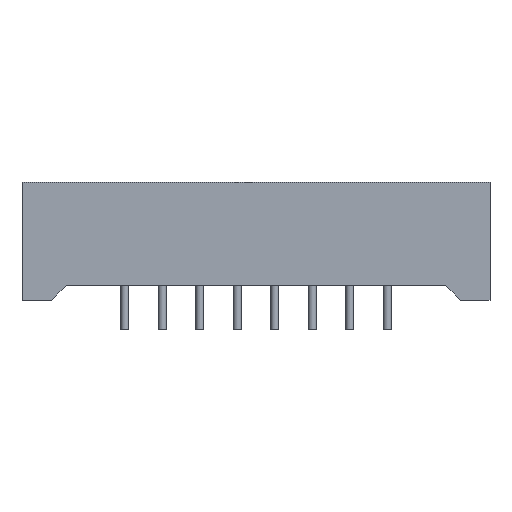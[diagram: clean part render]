
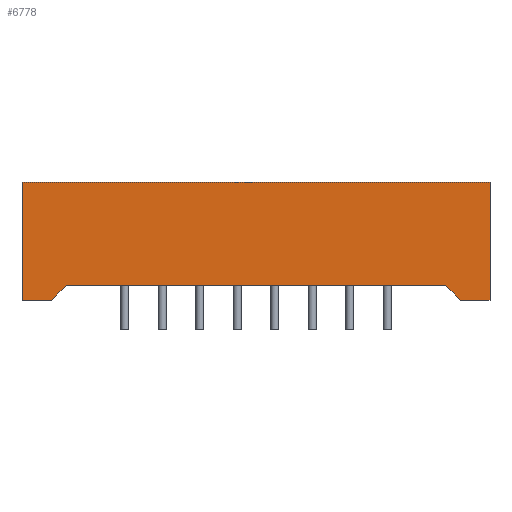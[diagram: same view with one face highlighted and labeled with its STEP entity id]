
A CAD part, front view. The second image highlights one B-rep face of the part: STEP entity #6778.
In plain terms, the highlighted planar face has unit normal (0, -1, 0).
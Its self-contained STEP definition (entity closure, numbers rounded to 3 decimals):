
#451=PLANE('',#7202);
#829=FACE_OUTER_BOUND('',#1207,.T.);
#1207=EDGE_LOOP('',(#5972,#5973,#5974,#5975,#5976,#5977,#5978,#5979));
#2076=LINE('',#10601,#2932);
#2083=LINE('',#10615,#2939);
#2129=LINE('',#10710,#2985);
#2133=LINE('',#10718,#2989);
#2138=LINE('',#10727,#2994);
#2140=LINE('',#10730,#2996);
#2141=LINE('',#10732,#2997);
#2142=LINE('',#10733,#2998);
#2932=VECTOR('',#8763,10.);
#2939=VECTOR('',#8774,10.);
#2985=VECTOR('',#8850,10.);
#2989=VECTOR('',#8856,10.);
#2994=VECTOR('',#8865,10.);
#2996=VECTOR('',#8869,10.);
#2997=VECTOR('',#8870,10.);
#2998=VECTOR('',#8871,10.);
#3580=VERTEX_POINT('',#10599);
#3581=VERTEX_POINT('',#10600);
#3586=VERTEX_POINT('',#10614);
#3619=VERTEX_POINT('',#10707);
#3620=VERTEX_POINT('',#10709);
#3623=VERTEX_POINT('',#10717);
#3625=VERTEX_POINT('',#10725);
#3626=VERTEX_POINT('',#10731);
#4444=EDGE_CURVE('',#3580,#3581,#2076,.T.);
#4451=EDGE_CURVE('',#3581,#3586,#2083,.T.);
#4497=EDGE_CURVE('',#3619,#3620,#2129,.T.);
#4501=EDGE_CURVE('',#3620,#3623,#2133,.T.);
#4506=EDGE_CURVE('',#3619,#3625,#2138,.T.);
#4508=EDGE_CURVE('',#3623,#3580,#2140,.T.);
#4509=EDGE_CURVE('',#3626,#3625,#2141,.T.);
#4510=EDGE_CURVE('',#3586,#3626,#2142,.T.);
#5972=ORIENTED_EDGE('',*,*,#4444,.F.);
#5973=ORIENTED_EDGE('',*,*,#4508,.F.);
#5974=ORIENTED_EDGE('',*,*,#4501,.F.);
#5975=ORIENTED_EDGE('',*,*,#4497,.F.);
#5976=ORIENTED_EDGE('',*,*,#4506,.T.);
#5977=ORIENTED_EDGE('',*,*,#4509,.F.);
#5978=ORIENTED_EDGE('',*,*,#4510,.F.);
#5979=ORIENTED_EDGE('',*,*,#4451,.F.);
#6778=ADVANCED_FACE('',(#829),#451,.T.);
#7202=AXIS2_PLACEMENT_3D('',#10729,#8867,#8868);
#8763=DIRECTION('',(-0.707,0.,-0.707));
#8774=DIRECTION('',(-1.,0.,0.));
#8850=DIRECTION('',(-1.,0.,0.));
#8856=DIRECTION('',(-0.707,0.,0.707));
#8865=DIRECTION('',(0.,0.,1.));
#8867=DIRECTION('center_axis',(0.,-1.,0.));
#8868=DIRECTION('ref_axis',(1.,0.,0.));
#8869=DIRECTION('',(-1.,0.,0.));
#8870=DIRECTION('',(1.,0.,0.));
#8871=DIRECTION('',(0.,0.,1.));
#10599=CARTESIAN_POINT('',(-12.85,-15.85,0.));
#10600=CARTESIAN_POINT('',(-13.85,-15.85,-1.));
#10601=CARTESIAN_POINT('',(-13.85,-15.85,-1.));
#10614=CARTESIAN_POINT('',(-15.85,-15.85,-1.));
#10615=CARTESIAN_POINT('',(15.85,-15.85,-1.));
#10707=CARTESIAN_POINT('',(15.85,-15.85,-1.));
#10709=CARTESIAN_POINT('',(13.85,-15.85,-1.));
#10710=CARTESIAN_POINT('',(15.85,-15.85,-1.));
#10717=CARTESIAN_POINT('',(12.85,-15.85,0.));
#10718=CARTESIAN_POINT('',(5.925,-15.85,6.925));
#10725=CARTESIAN_POINT('',(15.85,-15.85,7.));
#10727=CARTESIAN_POINT('',(15.85,-15.85,0.));
#10729=CARTESIAN_POINT('Origin',(-15.85,-15.85,0.));
#10730=CARTESIAN_POINT('',(15.85,-15.85,0.));
#10731=CARTESIAN_POINT('',(-15.85,-15.85,7.));
#10732=CARTESIAN_POINT('',(15.85,-15.85,7.));
#10733=CARTESIAN_POINT('',(-15.85,-15.85,0.));
